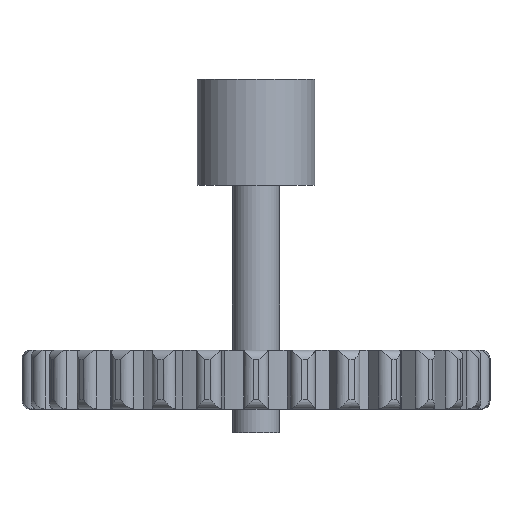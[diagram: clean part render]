
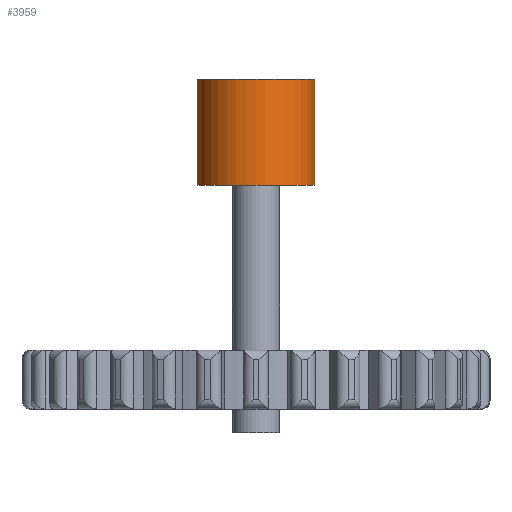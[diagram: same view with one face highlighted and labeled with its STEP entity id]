
A CAD part, front view. The second image highlights one B-rep face of the part: STEP entity #3959.
In plain terms, the highlighted cylindrical face has radius 5 mm (diameter 10 mm), a partial arc.
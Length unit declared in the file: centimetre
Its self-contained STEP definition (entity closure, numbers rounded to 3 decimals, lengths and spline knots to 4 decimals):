
#74 = CARTESIAN_POINT ( 'NONE',  ( -0.5, 0.0139, 3.7583 ) ) ;
#187 = CARTESIAN_POINT ( 'NONE',  ( 0.5, 0.0139, 4.6583 ) ) ;
#216 = DIRECTION ( 'NONE',  ( 0., 0., 1. ) ) ;
#401 = FACE_OUTER_BOUND ( 'NONE', #1345, .T. ) ;
#578 = CIRCLE ( 'NONE', #7203, 0.5 ) ;
#911 = LINE ( 'NONE', #187, #1365 ) ;
#1333 = VERTEX_POINT ( 'NONE', #6396 ) ;
#1345 = EDGE_LOOP ( 'NONE', ( #4012, #3177, #7119, #7601 ) ) ;
#1365 = VECTOR ( 'NONE', #5188, 100. ) ;
#1653 = DIRECTION ( 'NONE',  ( 0., 0., -1. ) ) ;
#2132 = AXIS2_PLACEMENT_3D ( 'NONE', #2891, #1653, #5401 ) ;
#2187 = CARTESIAN_POINT ( 'NONE',  ( 0., 0.0139, 4.6583 ) ) ;
#2334 = LINE ( 'NONE', #5019, #6073 ) ;
#2554 = CARTESIAN_POINT ( 'NONE',  ( 0.5, 0.0139, 3.7583 ) ) ;
#2584 = DIRECTION ( 'NONE',  ( 0., 0., -1. ) ) ;
#2891 = CARTESIAN_POINT ( 'NONE',  ( 0., 0.0139, 4.6583 ) ) ;
#3177 = ORIENTED_EDGE ( 'NONE', *, *, #4010, .F. ) ;
#3239 = CIRCLE ( 'NONE', #7520, 0.5 ) ;
#3550 = DIRECTION ( 'NONE',  ( 0., 0., 1. ) ) ;
#3592 = CYLINDRICAL_SURFACE ( 'NONE', #2132, 0.5 ) ;
#3959 = ADVANCED_FACE ( 'NONE', ( #401 ), #3592, .T. ) ;
#4006 = CARTESIAN_POINT ( 'NONE',  ( 0., 0.0139, 3.7583 ) ) ;
#4010 = EDGE_CURVE ( 'NONE', #6289, #1333, #578, .T. ) ;
#4012 = ORIENTED_EDGE ( 'NONE', *, *, #5313, .F. ) ;
#5019 = CARTESIAN_POINT ( 'NONE',  ( -0.5, 0.0139, 4.6583 ) ) ;
#5188 = DIRECTION ( 'NONE',  ( 0., 0., -1. ) ) ;
#5313 = EDGE_CURVE ( 'NONE', #1333, #5497, #911, .T. ) ;
#5401 = DIRECTION ( 'NONE',  ( -1., 0., 0. ) ) ;
#5497 = VERTEX_POINT ( 'NONE', #2554 ) ;
#6073 = VECTOR ( 'NONE', #2584, 100. ) ;
#6289 = VERTEX_POINT ( 'NONE', #7696 ) ;
#6396 = CARTESIAN_POINT ( 'NONE',  ( 0.5, 0.0139, 4.6583 ) ) ;
#6531 = DIRECTION ( 'NONE',  ( 1., 0., 0. ) ) ;
#6606 = VERTEX_POINT ( 'NONE', #74 ) ;
#7119 = ORIENTED_EDGE ( 'NONE', *, *, #7298, .T. ) ;
#7134 = DIRECTION ( 'NONE',  ( 1., 0., 0. ) ) ;
#7203 = AXIS2_PLACEMENT_3D ( 'NONE', #2187, #3550, #6531 ) ;
#7298 = EDGE_CURVE ( 'NONE', #6289, #6606, #2334, .T. ) ;
#7496 = EDGE_CURVE ( 'NONE', #6606, #5497, #3239, .T. ) ;
#7520 = AXIS2_PLACEMENT_3D ( 'NONE', #4006, #216, #7134 ) ;
#7601 = ORIENTED_EDGE ( 'NONE', *, *, #7496, .T. ) ;
#7696 = CARTESIAN_POINT ( 'NONE',  ( -0.5, 0.0139, 4.6583 ) ) ;
